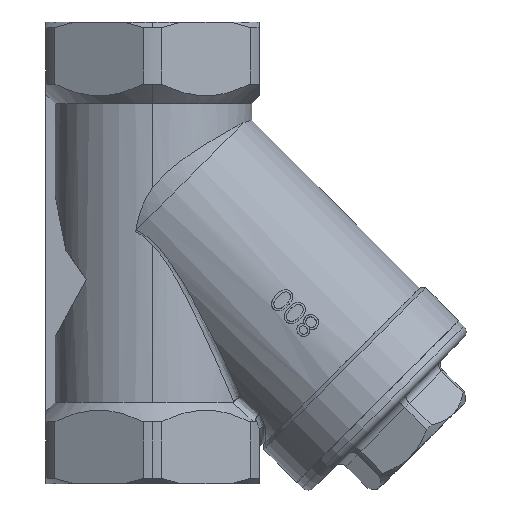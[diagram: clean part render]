
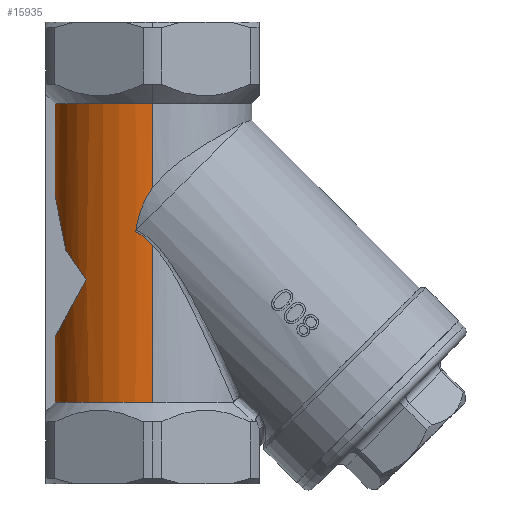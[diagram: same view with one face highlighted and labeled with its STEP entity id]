
A CAD part, left-side view. The second image highlights one B-rep face of the part: STEP entity #15935.
In plain terms, the highlighted cylindrical face has radius 25.5 mm (diameter 51 mm), a partial arc.
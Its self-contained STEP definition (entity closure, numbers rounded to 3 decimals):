
#4 = EDGE_CURVE ( 'NONE', #4358, #3149, #5316, .T. ) ;
#64 = ORIENTED_EDGE ( 'NONE', *, *, #20406, .T. ) ;
#258 = CARTESIAN_POINT ( 'NONE',  ( 0., 0., 38.5 ) ) ;
#266 = VERTEX_POINT ( 'NONE', #11129 ) ;
#529 = CARTESIAN_POINT ( 'NONE',  ( -4.5, 25.1, 14.708 ) ) ;
#737 = CARTESIAN_POINT ( 'NONE',  ( -18.936, 17.078, -6.855 ) ) ;
#740 = DIRECTION ( 'NONE',  ( -1., 0., 0. ) ) ;
#803 = EDGE_CURVE ( 'NONE', #8303, #2254, #5791, .T. ) ;
#1059 =( BOUNDED_CURVE ( )  B_SPLINE_CURVE ( 3, ( #737, #19957, #19934, #11487 ),
 .UNSPECIFIED., .F., .F. ) 
 B_SPLINE_CURVE_WITH_KNOTS ( ( 4, 4 ),
 ( 5.446, 6.106 ),
 .UNSPECIFIED. ) 
 CURVE ( )  GEOMETRIC_REPRESENTATION_ITEM ( )  RATIONAL_B_SPLINE_CURVE ( ( 1., 0.964, 0.964, 1. ) ) 
 REPRESENTATION_ITEM ( '' )  );
#1322 = ORIENTED_EDGE ( 'NONE', *, *, #13574, .F. ) ;
#1554 = VERTEX_POINT ( 'NONE', #13717 ) ;
#1676 = ORIENTED_EDGE ( 'NONE', *, *, #803, .F. ) ;
#1740 = ORIENTED_EDGE ( 'NONE', *, *, #4, .T. ) ;
#1883 = EDGE_CURVE ( 'NONE', #3149, #12974, #5696, .T. ) ;
#2007 = CARTESIAN_POINT ( 'NONE',  ( -4.5, 25.1, 14.708 ) ) ;
#2254 = VERTEX_POINT ( 'NONE', #11978 ) ;
#2282 = CARTESIAN_POINT ( 'NONE',  ( -14.808, 20.954, -1.287 ) ) ;
#2313 = CARTESIAN_POINT ( 'NONE',  ( -25.5, 0., 2.033 ) ) ;
#2508 = CARTESIAN_POINT ( 'NONE',  ( -25.371, 2.573, 12.368 ) ) ;
#3149 = VERTEX_POINT ( 'NONE', #15298 ) ;
#3274 = EDGE_CURVE ( 'NONE', #12974, #17498, #1059, .T. ) ;
#4358 = VERTEX_POINT ( 'NONE', #2007 ) ;
#4466 = CARTESIAN_POINT ( 'NONE',  ( -12.32, 22.326, 0.685 ) ) ;
#4561 = CARTESIAN_POINT ( 'NONE',  ( -25.494, 0.654, 2.706 ) ) ;
#4890 = VECTOR ( 'NONE', #13340, 1000. ) ;
#5121 = AXIS2_PLACEMENT_3D ( 'NONE', #258, #11540, #17921 ) ;
#5209 = CARTESIAN_POINT ( 'NONE',  ( -25.5, 0., 60.5 ) ) ;
#5316 =( BOUNDED_CURVE ( )  B_SPLINE_CURVE ( 3, ( #529, #9669, #16637, #19714 ),
 .UNSPECIFIED., .F., .T. ) 
 B_SPLINE_CURVE_WITH_KNOTS ( ( 4, 4 ),
 ( 3.319, 3.646 ),
 .UNSPECIFIED. ) 
 CURVE ( )  GEOMETRIC_REPRESENTATION_ITEM ( )  RATIONAL_B_SPLINE_CURVE ( ( 1., 0.991, 0.991, 1. ) ) 
 REPRESENTATION_ITEM ( '' )  );
#5696 =( BOUNDED_CURVE ( )  B_SPLINE_CURVE ( 3, ( #4466, #2282, #10185, #18319 ),
 .UNSPECIFIED., .F., .F. ) 
 B_SPLINE_CURVE_WITH_KNOTS ( ( 4, 4 ),
 ( 3.646, 3.979 ),
 .UNSPECIFIED. ) 
 CURVE ( )  GEOMETRIC_REPRESENTATION_ITEM ( )  RATIONAL_B_SPLINE_CURVE ( ( 1., 0.991, 0.991, 1. ) ) 
 REPRESENTATION_ITEM ( '' )  );
#5709 = CARTESIAN_POINT ( 'NONE',  ( -18.936, 17.078, -6.855 ) ) ;
#5791 = B_SPLINE_CURVE_WITH_KNOTS ( 'NONE', 3,
 ( #11124, #7150, #6021, #17279, #20454, #2508, #15361, #8886, #16533, #9059, #10906, #11888 ),
 .UNSPECIFIED., .F., .F.,
 ( 4, 2, 2, 2, 2, 4 ),
 ( 0.039, 0.042, 0.043, 0.045, 0.048, 0.051 ),
 .UNSPECIFIED. ) ;
#6021 = CARTESIAN_POINT ( 'NONE',  ( -25.478, 1.168, 15.107 ) ) ;
#6208 = CARTESIAN_POINT ( 'NONE',  ( -25.447, 1.687, 3.647 ) ) ;
#6279 = EDGE_CURVE ( 'NONE', #12141, #1554, #6973, .T. ) ;
#6537 = LINE ( 'NONE', #18482, #10854 ) ;
#6604 = VERTEX_POINT ( 'NONE', #8901 ) ;
#6973 = CIRCLE ( 'NONE', #5121, 25.5 ) ;
#7038 = ORIENTED_EDGE ( 'NONE', *, *, #17271, .T. ) ;
#7150 = CARTESIAN_POINT ( 'NONE',  ( -25.5, 0.61, 15.961 ) ) ;
#7358 = ORIENTED_EDGE ( 'NONE', *, *, #3274, .T. ) ;
#7545 = LINE ( 'NONE', #5209, #12570 ) ;
#7607 = DIRECTION ( 'NONE',  ( 0., 0., -1. ) ) ;
#7805 = CARTESIAN_POINT ( 'NONE',  ( -25.267, 3.537, 5.037 ) ) ;
#7895 = EDGE_CURVE ( 'NONE', #20005, #6604, #7545, .T. ) ;
#8303 = VERTEX_POINT ( 'NONE', #15289 ) ;
#8493 = ORIENTED_EDGE ( 'NONE', *, *, #10959, .F. ) ;
#8746 = CARTESIAN_POINT ( 'NONE',  ( 0., 0., 60.5 ) ) ;
#8886 = CARTESIAN_POINT ( 'NONE',  ( -25.288, 3.304, 10.471 ) ) ;
#8901 = CARTESIAN_POINT ( 'NONE',  ( -25.5, 0., -38.5 ) ) ;
#9059 = CARTESIAN_POINT ( 'NONE',  ( -25.176, 4.057, 7.513 ) ) ;
#9131 = DIRECTION ( 'NONE',  ( 0., 0., -1. ) ) ;
#9669 = CARTESIAN_POINT ( 'NONE',  ( -7.247, 24.607, 12.218 ) ) ;
#10185 = CARTESIAN_POINT ( 'NONE',  ( -17.034, 19.188, -3.824 ) ) ;
#10373 = DIRECTION ( 'NONE',  ( 0., 0., -1. ) ) ;
#10854 = VECTOR ( 'NONE', #16986, 1000. ) ;
#10906 = CARTESIAN_POINT ( 'NONE',  ( -25.147, 4.231, 6.496 ) ) ;
#10959 = EDGE_CURVE ( 'NONE', #12141, #8303, #6537, .T. ) ;
#11007 = CARTESIAN_POINT ( 'NONE',  ( -25.5, 0.322, 2.373 ) ) ;
#11124 = CARTESIAN_POINT ( 'NONE',  ( -25.5, 0., 16.775 ) ) ;
#11129 = CARTESIAN_POINT ( 'NONE',  ( -4.5, 25.1, -38.5 ) ) ;
#11395 = ORIENTED_EDGE ( 'NONE', *, *, #7895, .F. ) ;
#11487 = CARTESIAN_POINT ( 'NONE',  ( -4.5, 25.1, -21.582 ) ) ;
#11540 = DIRECTION ( 'NONE',  ( 0., 0., -1. ) ) ;
#11737 = CARTESIAN_POINT ( 'NONE',  ( -4.5, 25.1, 60.5 ) ) ;
#11753 = VECTOR ( 'NONE', #7607, 1000. ) ;
#11828 = ORIENTED_EDGE ( 'NONE', *, *, #6279, .T. ) ;
#11888 = CARTESIAN_POINT ( 'NONE',  ( -25.125, 4.358, 5.481 ) ) ;
#11978 = CARTESIAN_POINT ( 'NONE',  ( -25.125, 4.358, 5.481 ) ) ;
#12141 = VERTEX_POINT ( 'NONE', #20793 ) ;
#12486 = LINE ( 'NONE', #11737, #4890 ) ;
#12570 = VECTOR ( 'NONE', #20678, 1000. ) ;
#12974 = VERTEX_POINT ( 'NONE', #5709 ) ;
#13184 = LINE ( 'NONE', #18885, #11753 ) ;
#13340 = DIRECTION ( 'NONE',  ( 0., 0., -1. ) ) ;
#13574 = EDGE_CURVE ( 'NONE', #6604, #266, #16335, .T. ) ;
#13707 = ORIENTED_EDGE ( 'NONE', *, *, #17330, .T. ) ;
#13717 = CARTESIAN_POINT ( 'NONE',  ( -4.5, 25.1, 38.5 ) ) ;
#15289 = CARTESIAN_POINT ( 'NONE',  ( -25.5, 0., 16.775 ) ) ;
#15298 = CARTESIAN_POINT ( 'NONE',  ( -12.32, 22.326, 0.685 ) ) ;
#15361 = CARTESIAN_POINT ( 'NONE',  ( -25.35, 2.769, 11.898 ) ) ;
#15794 = CARTESIAN_POINT ( 'NONE',  ( -25.467, 1.336, 3.342 ) ) ;
#15935 = ADVANCED_FACE ( 'NONE', ( #19509 ), #17182, .T. ) ;
#15962 = AXIS2_PLACEMENT_3D ( 'NONE', #18807, #9131, #20450 ) ;
#16335 = CIRCLE ( 'NONE', #15962, 25.5 ) ;
#16533 = CARTESIAN_POINT ( 'NONE',  ( -25.247, 3.594, 9.498 ) ) ;
#16637 = CARTESIAN_POINT ( 'NONE',  ( -9.877, 23.675, 7.502 ) ) ;
#16986 = DIRECTION ( 'NONE',  ( 0., 0., -1. ) ) ;
#17182 = CYLINDRICAL_SURFACE ( 'NONE', #17879, 25.5 ) ;
#17271 = EDGE_CURVE ( 'NONE', #1554, #4358, #13184, .T. ) ;
#17279 = CARTESIAN_POINT ( 'NONE',  ( -25.429, 1.914, 13.756 ) ) ;
#17308 = EDGE_LOOP ( 'NONE', ( #8493, #11828, #7038, #1740, #17471, #7358, #64, #1322, #11395, #13707, #1676 ) ) ;
#17330 = EDGE_CURVE ( 'NONE', #20005, #2254, #18360, .T. ) ;
#17444 = CARTESIAN_POINT ( 'NONE',  ( -25.359, 2.771, 4.518 ) ) ;
#17471 = ORIENTED_EDGE ( 'NONE', *, *, #1883, .T. ) ;
#17498 = VERTEX_POINT ( 'NONE', #19649 ) ;
#17879 = AXIS2_PLACEMENT_3D ( 'NONE', #8746, #10373, #740 ) ;
#17921 = DIRECTION ( 'NONE',  ( -1., 0., 0. ) ) ;
#18319 = CARTESIAN_POINT ( 'NONE',  ( -18.936, 17.078, -6.855 ) ) ;
#18360 = B_SPLINE_CURVE_WITH_KNOTS ( 'NONE', 3,
 ( #20681, #11007, #4561, #15794, #6208, #17444, #7805, #19088 ),
 .UNSPECIFIED., .F., .F.,
 ( 4, 2, 2, 4 ),
 ( 0.047, 0.049, 0.05, 0.053 ),
 .UNSPECIFIED. ) ;
#18482 = CARTESIAN_POINT ( 'NONE',  ( -25.5, 0., 60.5 ) ) ;
#18807 = CARTESIAN_POINT ( 'NONE',  ( 0., 0., -38.5 ) ) ;
#18885 = CARTESIAN_POINT ( 'NONE',  ( -4.5, 25.1, 60.5 ) ) ;
#19088 = CARTESIAN_POINT ( 'NONE',  ( -25.125, 4.358, 5.481 ) ) ;
#19509 = FACE_OUTER_BOUND ( 'NONE', #17308, .T. ) ;
#19649 = CARTESIAN_POINT ( 'NONE',  ( -4.5, 25.1, -21.582 ) ) ;
#19714 = CARTESIAN_POINT ( 'NONE',  ( -12.32, 22.326, 0.685 ) ) ;
#19934 = CARTESIAN_POINT ( 'NONE',  ( -10.121, 24.092, -19.732 ) ) ;
#19957 = CARTESIAN_POINT ( 'NONE',  ( -15.112, 21.319, -14.64 ) ) ;
#20005 = VERTEX_POINT ( 'NONE', #2313 ) ;
#20406 = EDGE_CURVE ( 'NONE', #17498, #266, #12486, .T. ) ;
#20450 = DIRECTION ( 'NONE',  ( -1., 0., 0. ) ) ;
#20454 = CARTESIAN_POINT ( 'NONE',  ( -25.41, 2.146, 13.296 ) ) ;
#20678 = DIRECTION ( 'NONE',  ( 0., 0., -1. ) ) ;
#20681 = CARTESIAN_POINT ( 'NONE',  ( -25.5, 0., 2.033 ) ) ;
#20793 = CARTESIAN_POINT ( 'NONE',  ( -25.5, 0., 38.5 ) ) ;
